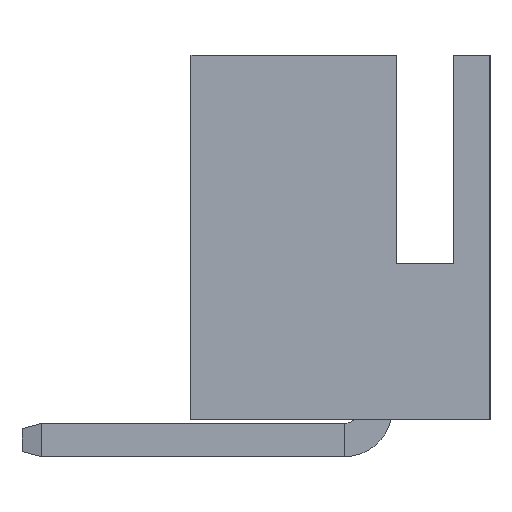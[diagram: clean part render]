
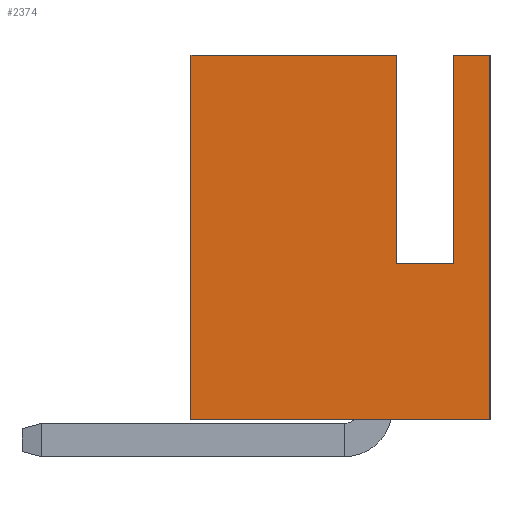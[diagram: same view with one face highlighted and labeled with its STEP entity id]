
A CAD part, left-side view. The second image highlights one B-rep face of the part: STEP entity #2374.
In plain terms, the highlighted planar face has unit normal (-1, 0, 0).
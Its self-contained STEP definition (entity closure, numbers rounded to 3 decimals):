
#26 = CARTESIAN_POINT ( 'NONE',  ( -2.5, -0.4, 7. ) ) ;
#44 = VERTEX_POINT ( 'NONE', #2279 ) ;
#84 = LINE ( 'NONE', #4810, #483 ) ;
#109 = CARTESIAN_POINT ( 'NONE',  ( -2.5, 0., 0. ) ) ;
#343 = ORIENTED_EDGE ( 'NONE', *, *, #968, .T. ) ;
#443 = LINE ( 'NONE', #6149, #5333 ) ;
#483 = VECTOR ( 'NONE', #4291, 1000. ) ;
#604 = ORIENTED_EDGE ( 'NONE', *, *, #930, .T. ) ;
#626 = DIRECTION ( 'NONE',  ( 0., 0., 1. ) ) ;
#657 = EDGE_CURVE ( 'NONE', #1449, #4310, #4018, .T. ) ;
#930 = EDGE_CURVE ( 'NONE', #3476, #6569, #6314, .T. ) ;
#968 = EDGE_CURVE ( 'NONE', #44, #3476, #1571, .T. ) ;
#994 = VERTEX_POINT ( 'NONE', #1350 ) ;
#1173 = VECTOR ( 'NONE', #2327, 1000. ) ;
#1280 = ORIENTED_EDGE ( 'NONE', *, *, #4008, .F. ) ;
#1350 = CARTESIAN_POINT ( 'NONE',  ( -2.5, 3.55, 7. ) ) ;
#1449 = VERTEX_POINT ( 'NONE', #5471 ) ;
#1564 = LINE ( 'NONE', #3928, #4660 ) ;
#1571 = LINE ( 'NONE', #4469, #2377 ) ;
#1612 = CARTESIAN_POINT ( 'NONE',  ( -2.5, -2.2, 0. ) ) ;
#1690 = DIRECTION ( 'NONE',  ( -1., 0., 0. ) ) ;
#1828 = DIRECTION ( 'NONE',  ( 0., 1., 0. ) ) ;
#1874 = AXIS2_PLACEMENT_3D ( 'NONE', #109, #1690, #5894 ) ;
#2009 = ORIENTED_EDGE ( 'NONE', *, *, #3492, .T. ) ;
#2013 = ORIENTED_EDGE ( 'NONE', *, *, #657, .T. ) ;
#2279 = CARTESIAN_POINT ( 'NONE',  ( -2.5, 3.55, 0. ) ) ;
#2293 = VERTEX_POINT ( 'NONE', #4295 ) ;
#2327 = DIRECTION ( 'NONE',  ( 0., 0., 1. ) ) ;
#2348 = EDGE_CURVE ( 'NONE', #2293, #4561, #84, .T. ) ;
#2374 = ADVANCED_FACE ( 'NONE', ( #4377 ), #2759, .T. ) ;
#2377 = VECTOR ( 'NONE', #6010, 1000. ) ;
#2471 = ORIENTED_EDGE ( 'NONE', *, *, #5865, .F. ) ;
#2759 = PLANE ( 'NONE',  #1874 ) ;
#3407 = ORIENTED_EDGE ( 'NONE', *, *, #6595, .T. ) ;
#3476 = VERTEX_POINT ( 'NONE', #1612 ) ;
#3492 = EDGE_CURVE ( 'NONE', #4561, #1449, #4519, .T. ) ;
#3649 = CARTESIAN_POINT ( 'NONE',  ( -2.5, 0., 3. ) ) ;
#3902 = CARTESIAN_POINT ( 'NONE',  ( -2.5, -2.2, 0. ) ) ;
#3928 = CARTESIAN_POINT ( 'NONE',  ( -2.5, 0., 7. ) ) ;
#3964 = ORIENTED_EDGE ( 'NONE', *, *, #2348, .T. ) ;
#4008 = EDGE_CURVE ( 'NONE', #44, #994, #443, .T. ) ;
#4018 = LINE ( 'NONE', #4268, #4586 ) ;
#4268 = CARTESIAN_POINT ( 'NONE',  ( -2.5, -0.4, 0. ) ) ;
#4291 = DIRECTION ( 'NONE',  ( 0., 0., -1. ) ) ;
#4295 = CARTESIAN_POINT ( 'NONE',  ( -2.5, -1.5, 7. ) ) ;
#4310 = VERTEX_POINT ( 'NONE', #26 ) ;
#4342 = DIRECTION ( 'NONE',  ( 0., -1., 0. ) ) ;
#4377 = FACE_OUTER_BOUND ( 'NONE', #5364, .T. ) ;
#4469 = CARTESIAN_POINT ( 'NONE',  ( -2.5, 0., 0. ) ) ;
#4519 = LINE ( 'NONE', #3649, #5098 ) ;
#4561 = VERTEX_POINT ( 'NONE', #4956 ) ;
#4586 = VECTOR ( 'NONE', #626, 1000. ) ;
#4597 = LINE ( 'NONE', #6437, #5755 ) ;
#4660 = VECTOR ( 'NONE', #1828, 1000. ) ;
#4810 = CARTESIAN_POINT ( 'NONE',  ( -2.5, -1.5, 0. ) ) ;
#4956 = CARTESIAN_POINT ( 'NONE',  ( -2.5, -1.5, 3. ) ) ;
#5098 = VECTOR ( 'NONE', #5819, 1000. ) ;
#5333 = VECTOR ( 'NONE', #6127, 1000. ) ;
#5364 = EDGE_LOOP ( 'NONE', ( #604, #3407, #3964, #2009, #2013, #2471, #1280, #343 ) ) ;
#5471 = CARTESIAN_POINT ( 'NONE',  ( -2.5, -0.4, 3. ) ) ;
#5755 = VECTOR ( 'NONE', #4342, 1000. ) ;
#5819 = DIRECTION ( 'NONE',  ( 0., 1., 0. ) ) ;
#5865 = EDGE_CURVE ( 'NONE', #994, #4310, #4597, .T. ) ;
#5894 = DIRECTION ( 'NONE',  ( 0., 0., 1. ) ) ;
#6010 = DIRECTION ( 'NONE',  ( 0., -1., 0. ) ) ;
#6127 = DIRECTION ( 'NONE',  ( 0., 0., 1. ) ) ;
#6149 = CARTESIAN_POINT ( 'NONE',  ( -2.5, 3.55, 0. ) ) ;
#6314 = LINE ( 'NONE', #3902, #1173 ) ;
#6437 = CARTESIAN_POINT ( 'NONE',  ( -2.5, 0., 7. ) ) ;
#6569 = VERTEX_POINT ( 'NONE', #6580 ) ;
#6580 = CARTESIAN_POINT ( 'NONE',  ( -2.5, -2.2, 7. ) ) ;
#6595 = EDGE_CURVE ( 'NONE', #6569, #2293, #1564, .T. ) ;
